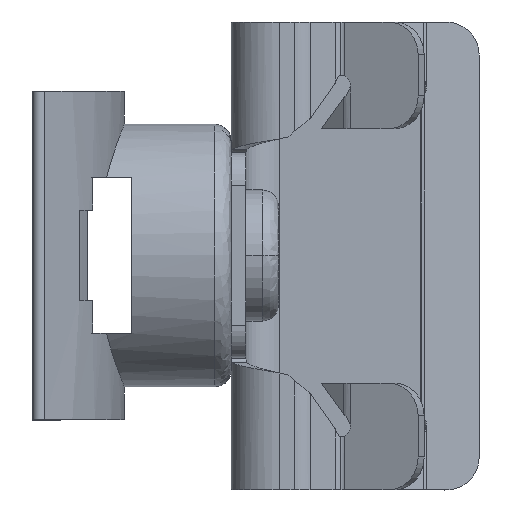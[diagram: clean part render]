
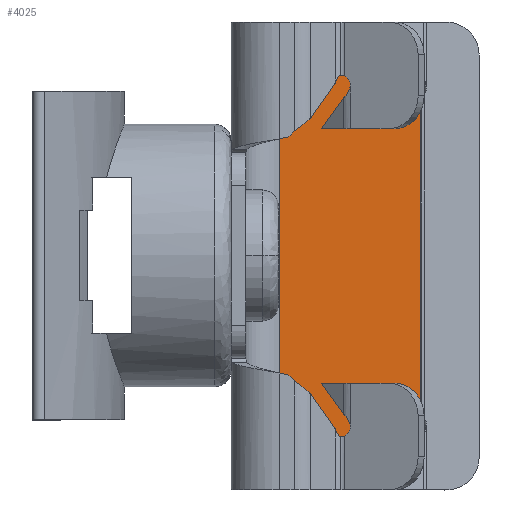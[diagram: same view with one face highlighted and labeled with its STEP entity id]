
A CAD part, top view. The second image highlights one B-rep face of the part: STEP entity #4025.
In plain terms, the highlighted planar face has unit normal (-0.018, 0, 1).
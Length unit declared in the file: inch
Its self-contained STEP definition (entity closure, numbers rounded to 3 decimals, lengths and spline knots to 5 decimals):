
#184 = VECTOR ( 'NONE', #2289, 39.37008 ) ;
#261 = DIRECTION ( 'NONE',  ( -1., 0., -0.017 ) ) ;
#263 = DIRECTION ( 'NONE',  ( -1., 0., -0.017 ) ) ;
#273 = DIRECTION ( 'NONE',  ( 0.017, 0., -1. ) ) ;
#276 = CARTESIAN_POINT ( 'NONE',  ( 0.20149, 0.56102, 0.5547 ) ) ;
#284 = CARTESIAN_POINT ( 'NONE',  ( 0.4007, -0.40354, 0.55818 ) ) ;
#590 = AXIS2_PLACEMENT_3D ( 'NONE', #8035, #8041, #8045 ) ;
#771 = CARTESIAN_POINT ( 'NONE',  ( 0.20149, 0.56102, 0.5547 ) ) ;
#842 = FACE_OUTER_BOUND ( 'NONE', #5191, .T. ) ;
#940 = VERTEX_POINT ( 'NONE', #6303 ) ;
#1274 = EDGE_CURVE ( 'NONE', #7061, #7148, #1434, .T. ) ;
#1300 = CARTESIAN_POINT ( 'NONE',  ( 0.41985, 0.56102, 0.55851 ) ) ;
#1306 = EDGE_CURVE ( 'NONE', #8012, #940, #4094, .T. ) ;
#1419 = VERTEX_POINT ( 'NONE', #8523 ) ;
#1434 = CIRCLE ( 'NONE', #590, 0.02953 ) ;
#1582 = VECTOR ( 'NONE', #261, 39.37008 ) ;
#1727 = LINE ( 'NONE', #276, #1582 ) ;
#2118 = EDGE_CURVE ( 'NONE', #7062, #1419, #8902, .T. ) ;
#2289 = DIRECTION ( 'NONE',  ( -0.707, 0.707, -0.012 ) ) ;
#2422 = CARTESIAN_POINT ( 'NONE',  ( 0.37982, 0.38266, 0.55781 ) ) ;
#2460 = AXIS2_PLACEMENT_3D ( 'NONE', #284, #273, #263 ) ;
#2505 = ORIENTED_EDGE ( 'NONE', *, *, #5112, .T. ) ;
#2713 = ORIENTED_EDGE ( 'NONE', *, *, #2779, .T. ) ;
#2741 = ORIENTED_EDGE ( 'NONE', *, *, #5394, .T. ) ;
#2779 = EDGE_CURVE ( 'NONE', #6281, #8012, #1727, .T. ) ;
#3017 = ORIENTED_EDGE ( 'NONE', *, *, #2118, .T. ) ;
#3048 = CARTESIAN_POINT ( 'NONE',  ( 0.20149, -0.56102, 0.5547 ) ) ;
#3061 = DIRECTION ( 'NONE',  ( 0.707, 0.707, 0.012 ) ) ;
#3438 = EDGE_CURVE ( 'NONE', #7062, #940, #8640, .T. ) ;
#3462 = VECTOR ( 'NONE', #6514, 39.37008 ) ;
#3769 = LINE ( 'NONE', #2422, #184 ) ;
#3815 = VECTOR ( 'NONE', #9110, 39.37008 ) ;
#4025 = ADVANCED_FACE ( 'NONE', ( #842 ), #4432, .T. ) ;
#4072 = VERTEX_POINT ( 'NONE', #4118 ) ;
#4094 = LINE ( 'NONE', #8329, #7866 ) ;
#4118 = CARTESIAN_POINT ( 'NONE',  ( 0.41985, -0.38107, 0.55851 ) ) ;
#4136 = CIRCLE ( 'NONE', #2460, 0.02953 ) ;
#4323 = DIRECTION ( 'NONE',  ( 1., 0., 0.017 ) ) ;
#4335 = DIRECTION ( 'NONE',  ( -0.017, 0., 1. ) ) ;
#4346 = CARTESIAN_POINT ( 'NONE',  ( 0.55815, 0.56102, 0.56092 ) ) ;
#4432 = PLANE ( 'NONE',  #7548 ) ;
#4482 = ORIENTED_EDGE ( 'NONE', *, *, #1306, .T. ) ;
#4483 = CARTESIAN_POINT ( 'NONE',  ( 0.37982, 0.38266, 0.55781 ) ) ;
#4546 = EDGE_CURVE ( 'NONE', #7148, #6281, #3769, .T. ) ;
#5003 = CARTESIAN_POINT ( 'NONE',  ( 0.20149, -0.56102, 0.5547 ) ) ;
#5017 = CARTESIAN_POINT ( 'NONE',  ( 0.41985, 0.38107, 0.55851 ) ) ;
#5112 = EDGE_CURVE ( 'NONE', #1419, #4072, #4136, .T. ) ;
#5191 = EDGE_LOOP ( 'NONE', ( #4482, #8519, #3017, #2505, #2741, #6041, #8299, #2713 ) ) ;
#5394 = EDGE_CURVE ( 'NONE', #4072, #7061, #8846, .T. ) ;
#5627 = VECTOR ( 'NONE', #3061, 39.37008 ) ;
#6041 = ORIENTED_EDGE ( 'NONE', *, *, #1274, .T. ) ;
#6281 = VERTEX_POINT ( 'NONE', #771 ) ;
#6303 = CARTESIAN_POINT ( 'NONE',  ( 0.08011, -0.56102, 0.55258 ) ) ;
#6497 = CARTESIAN_POINT ( 'NONE',  ( 0.20149, -0.56102, 0.5547 ) ) ;
#6514 = DIRECTION ( 'NONE',  ( -1., 0., -0.017 ) ) ;
#7061 = VERTEX_POINT ( 'NONE', #5017 ) ;
#7062 = VERTEX_POINT ( 'NONE', #5003 ) ;
#7148 = VERTEX_POINT ( 'NONE', #4483 ) ;
#7548 = AXIS2_PLACEMENT_3D ( 'NONE', #4346, #4335, #4323 ) ;
#7705 = CARTESIAN_POINT ( 'NONE',  ( 0.08011, 0.56102, 0.55258 ) ) ;
#7866 = VECTOR ( 'NONE', #8338, 39.37008 ) ;
#8012 = VERTEX_POINT ( 'NONE', #7705 ) ;
#8035 = CARTESIAN_POINT ( 'NONE',  ( 0.4007, 0.40354, 0.55818 ) ) ;
#8041 = DIRECTION ( 'NONE',  ( 0.017, 0., -1. ) ) ;
#8045 = DIRECTION ( 'NONE',  ( -1., 0., -0.017 ) ) ;
#8299 = ORIENTED_EDGE ( 'NONE', *, *, #4546, .T. ) ;
#8329 = CARTESIAN_POINT ( 'NONE',  ( 0.08011, -1.13301, 0.55258 ) ) ;
#8338 = DIRECTION ( 'NONE',  ( 0., -1., 0. ) ) ;
#8519 = ORIENTED_EDGE ( 'NONE', *, *, #3438, .F. ) ;
#8523 = CARTESIAN_POINT ( 'NONE',  ( 0.37982, -0.38266, 0.55781 ) ) ;
#8640 = LINE ( 'NONE', #6497, #3462 ) ;
#8846 = LINE ( 'NONE', #1300, #3815 ) ;
#8902 = LINE ( 'NONE', #3048, #5627 ) ;
#9110 = DIRECTION ( 'NONE',  ( 0., 1., 0. ) ) ;
